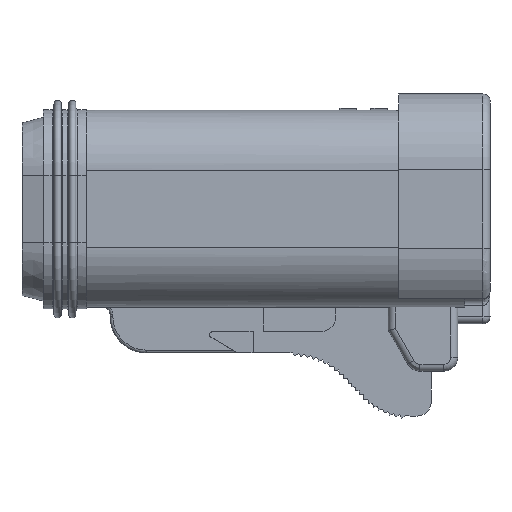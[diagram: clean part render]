
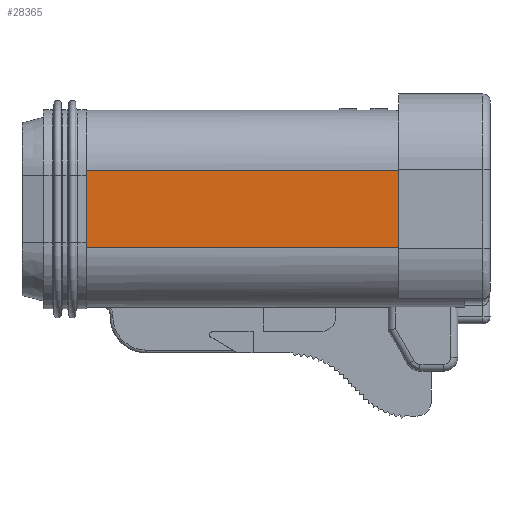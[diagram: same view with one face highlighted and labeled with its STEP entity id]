
A CAD part, left-side view. The second image highlights one B-rep face of the part: STEP entity #28365.
In plain terms, the highlighted planar face has unit normal (-1, 0, 0).
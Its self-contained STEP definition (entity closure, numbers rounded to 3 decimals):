
#6998=CARTESIAN_POINT('',(-9.125,0.068,-2.725));
#7074=DIRECTION('',(0.,0.,1.));
#7075=VECTOR('',#7074,5.45);
#7076=CARTESIAN_POINT('',(-9.125,0.068,-2.725));
#7077=LINE('',#7076,#7075);
#7078=DIRECTION('',(0.,1.,0.));
#7079=VECTOR('',#7078,26.907);
#7080=CARTESIAN_POINT('',(-9.125,0.068,-2.725));
#7081=LINE('',#7080,#7079);
#7082=DIRECTION('',(0.,0.,1.));
#7083=VECTOR('',#7082,5.45);
#7084=CARTESIAN_POINT('',(-9.125,26.975,-2.725));
#7085=LINE('',#7084,#7083);
#7428=DIRECTION('',(0.,1.,0.));
#7429=VECTOR('',#7428,26.907);
#7430=CARTESIAN_POINT('',(-9.125,0.068,2.725));
#7431=LINE('',#7430,#7429);
#16671=CARTESIAN_POINT('',(-9.125,26.975,-2.725));
#16673=VERTEX_POINT('',#16671);
#16674=CARTESIAN_POINT('',(-9.125,26.975,2.725));
#16675=VERTEX_POINT('',#16674);
#18710=VERTEX_POINT('',#6998);
#18711=CARTESIAN_POINT('',(-9.125,0.068,2.725));
#18712=VERTEX_POINT('',#18711);
#28352=CARTESIAN_POINT('',(-9.125,0.,-2.725));
#28353=DIRECTION('',(-1.,0.,0.));
#28354=DIRECTION('',(0.,0.,1.));
#28355=AXIS2_PLACEMENT_3D('',#28352,#28353,#28354);
#28356=PLANE('',#28355);
#28357=ORIENTED_EDGE('',*,*,#28340,.F.);
#28358=ORIENTED_EDGE('',*,*,#28256,.T.);
#28360=ORIENTED_EDGE('',*,*,#28359,.T.);
#28362=ORIENTED_EDGE('',*,*,#28361,.F.);
#28363=EDGE_LOOP('',(#28357,#28358,#28360,#28362));
#28364=FACE_OUTER_BOUND('',#28363,.F.);
#28365=ADVANCED_FACE('',(#28364),#28356,.T.);
#28256=EDGE_CURVE('',#18710,#16673,#7081,.T.);
#28340=EDGE_CURVE('',#18710,#18712,#7077,.T.);
#28359=EDGE_CURVE('',#16673,#16675,#7085,.T.);
#28361=EDGE_CURVE('',#18712,#16675,#7431,.T.);
